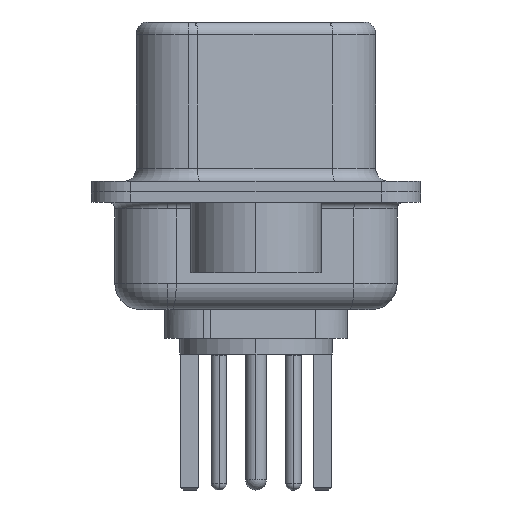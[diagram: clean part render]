
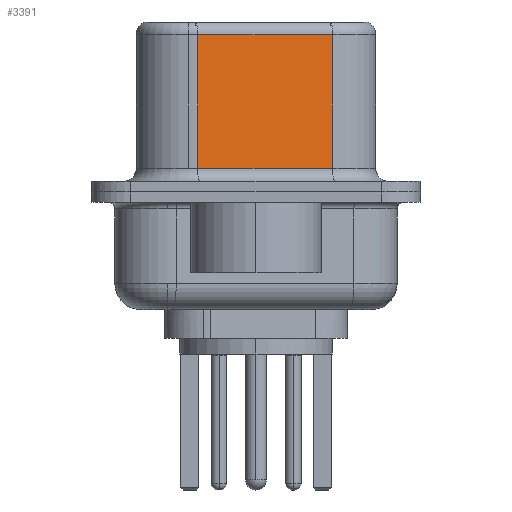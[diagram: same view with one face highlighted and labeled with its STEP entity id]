
A CAD part, left-side view. The second image highlights one B-rep face of the part: STEP entity #3391.
In plain terms, the highlighted planar face has unit normal (-0.985, -0.174, 0).
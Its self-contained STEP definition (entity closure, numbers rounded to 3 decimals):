
#312 = CARTESIAN_POINT ( 'NONE',  ( 3.67, 2.233, 6.52 ) ) ;
#1989 = DIRECTION ( 'NONE',  ( 0., 0., -1. ) ) ;
#2506 = ORIENTED_EDGE ( 'NONE', *, *, #11882, .T. ) ;
#3391 = ADVANCED_FACE ( 'NONE', ( #24973 ), #9763, .F. ) ;
#4146 = DIRECTION ( 'NONE',  ( 0., 0., -1. ) ) ;
#4149 = CARTESIAN_POINT ( 'NONE',  ( 3.67, 2.233, 0.9 ) ) ;
#4830 = VECTOR ( 'NONE', #4146, 1000. ) ;
#6188 = EDGE_CURVE ( 'NONE', #22951, #23741, #24221, .T. ) ;
#7319 = DIRECTION ( 'NONE',  ( -0.174, 0.985, 0. ) ) ;
#8388 = VECTOR ( 'NONE', #15854, 1000. ) ;
#8516 = EDGE_CURVE ( 'NONE', #23293, #22951, #15187, .T. ) ;
#9700 = VERTEX_POINT ( 'NONE', #21614 ) ;
#9763 = PLANE ( 'NONE',  #15162 ) ;
#10126 = VECTOR ( 'NONE', #1989, 1000. ) ;
#11255 = ORIENTED_EDGE ( 'NONE', *, *, #18031, .F. ) ;
#11882 = EDGE_CURVE ( 'NONE', #9700, #23293, #24008, .T. ) ;
#12696 = CARTESIAN_POINT ( 'NONE',  ( 4.58, -2.927, 0.9 ) ) ;
#13276 = CARTESIAN_POINT ( 'NONE',  ( 3.67, 2.233, 6.02 ) ) ;
#13860 = CARTESIAN_POINT ( 'NONE',  ( 4.58, -2.927, 6.02 ) ) ;
#15162 = AXIS2_PLACEMENT_3D ( 'NONE', #24202, #17846, #7319 ) ;
#15187 = LINE ( 'NONE', #312, #4830 ) ;
#15854 = DIRECTION ( 'NONE',  ( -0.174, 0.985, 0. ) ) ;
#15889 = ORIENTED_EDGE ( 'NONE', *, *, #8516, .T. ) ;
#15954 = LINE ( 'NONE', #23369, #10126 ) ;
#17846 = DIRECTION ( 'NONE',  ( 0.985, 0.174, 0. ) ) ;
#18031 = EDGE_CURVE ( 'NONE', #9700, #23741, #15954, .T. ) ;
#18616 = CARTESIAN_POINT ( 'NONE',  ( 4.58, -2.927, 0.9 ) ) ;
#18985 = DIRECTION ( 'NONE',  ( 0.174, -0.985, 0. ) ) ;
#19846 = EDGE_LOOP ( 'NONE', ( #11255, #2506, #15889, #22355 ) ) ;
#21614 = CARTESIAN_POINT ( 'NONE',  ( 4.58, -2.927, 6.02 ) ) ;
#22355 = ORIENTED_EDGE ( 'NONE', *, *, #6188, .T. ) ;
#22951 = VERTEX_POINT ( 'NONE', #4149 ) ;
#23293 = VERTEX_POINT ( 'NONE', #13276 ) ;
#23369 = CARTESIAN_POINT ( 'NONE',  ( 4.58, -2.927, 6.52 ) ) ;
#23741 = VERTEX_POINT ( 'NONE', #12696 ) ;
#24008 = LINE ( 'NONE', #13860, #8388 ) ;
#24202 = CARTESIAN_POINT ( 'NONE',  ( 4.58, -2.927, 6.52 ) ) ;
#24221 = LINE ( 'NONE', #18616, #24836 ) ;
#24836 = VECTOR ( 'NONE', #18985, 1000. ) ;
#24973 = FACE_OUTER_BOUND ( 'NONE', #19846, .T. ) ;
